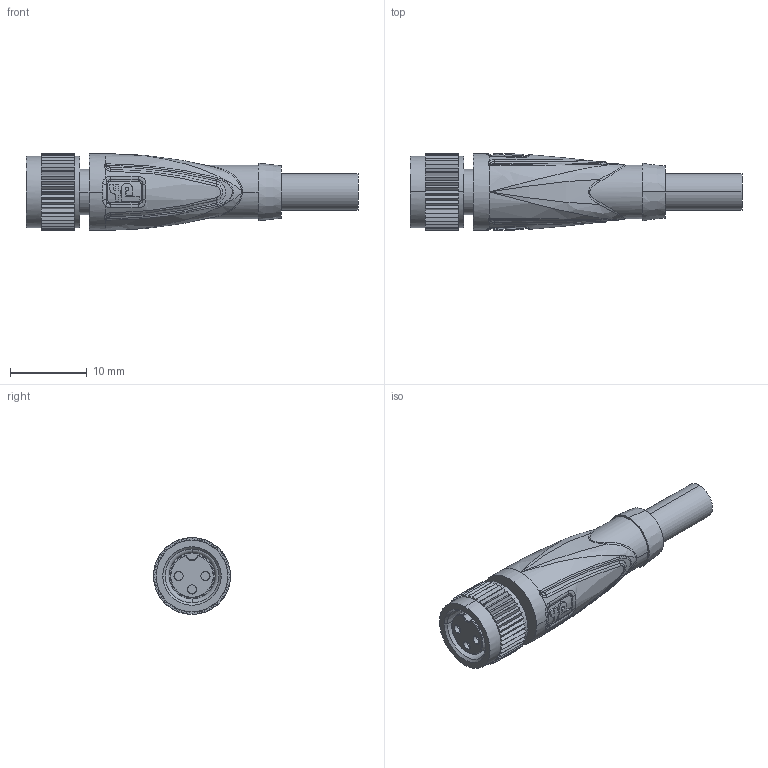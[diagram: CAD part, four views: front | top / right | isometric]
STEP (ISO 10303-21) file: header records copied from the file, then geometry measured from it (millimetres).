
FILE_DESCRIPTION((''),'2;1');
FILE_NAME('DM_CAD-0858_01','2014-01-13T',('creinig-se'),(''),'PRO/ENGINEER BY PARAMETRIC TECHNOLOGY CORPORATION, 2013050','PRO/ENGINEER BY PARAMETRIC TECHNOLOGY CORPORATION, 2013050','');
FILE_SCHEMA(('CONFIG_CONTROL_DESIGN'));
Length unit declared in the file: millimetre
Products named in the file (1): DM_CAD-0858_01
Bounding box: 43.2 x 10 x 10 mm (x, y, z)
Volume: 2045.5 mm3; surface area: 1758.3 mm2
Topology: 1 solids, 1 shells, 460 faces, 1087 edges, 638 vertices
Faces by surface type: plane 239, bspline 110, cylinder 91, torus 14, cone 4, sphere 2
Entity records: 24305 total; most frequent: CARTESIAN_POINT 9489, ORIENTED_EDGE 2174, DIRECTION 1988, EDGE_CURVE 1087, AXIS2_PLACEMENT_3D 783, FILL_AREA_STYLE_COLOUR 772, FILL_AREA_STYLE 772, SURFACE_STYLE_FILL_AREA 772
